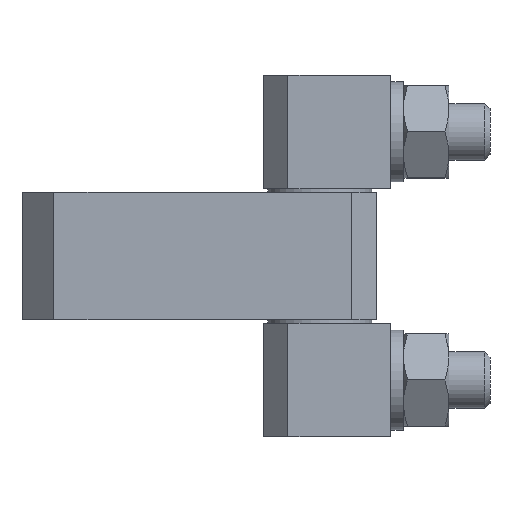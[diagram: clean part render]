
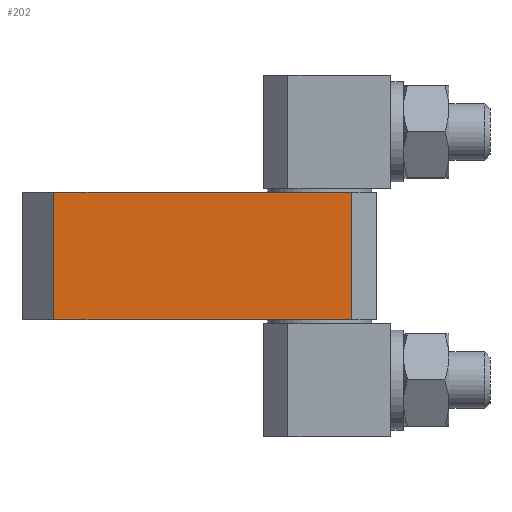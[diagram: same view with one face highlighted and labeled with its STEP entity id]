
A CAD part, top view. The second image highlights one B-rep face of the part: STEP entity #202.
In plain terms, the highlighted planar face has unit normal (0, 0, 1).
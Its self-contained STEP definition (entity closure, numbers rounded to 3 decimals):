
#202 = ADVANCED_FACE( '', ( #441 ), #442, .F. );
#441 = FACE_OUTER_BOUND( '', #709, .T. );
#442 = PLANE( '', #710 );
#709 = EDGE_LOOP( '', ( #1191, #1192, #1193, #1194 ) );
#710 = AXIS2_PLACEMENT_3D( '', #1195, #1196, #1197 );
#1191 = ORIENTED_EDGE( '', *, *, #1590, .T. );
#1192 = ORIENTED_EDGE( '', *, *, #1579, .F. );
#1193 = ORIENTED_EDGE( '', *, *, #1642, .F. );
#1194 = ORIENTED_EDGE( '', *, *, #1564, .T. );
#1195 = CARTESIAN_POINT( '', ( -37.5, 9., 8. ) );
#1196 = DIRECTION( '', ( 0., 0., -1. ) );
#1197 = DIRECTION( '', ( -1., 0., 0. ) );
#1564 = EDGE_CURVE( '', #1879, #1877, #1880, .T. );
#1579 = EDGE_CURVE( '', #1901, #1896, #1903, .T. );
#1590 = EDGE_CURVE( '', #1877, #1896, #1919, .T. );
#1642 = EDGE_CURVE( '', #1879, #1901, #1986, .T. );
#1877 = VERTEX_POINT( '', #2389 );
#1879 = VERTEX_POINT( '', #2392 );
#1880 = LINE( '', #2393, #2394 );
#1896 = VERTEX_POINT( '', #2421 );
#1901 = VERTEX_POINT( '', #2428 );
#1903 = LINE( '', #2431, #2432 );
#1919 = LINE( '', #2463, #2464 );
#1986 = LINE( '', #2615, #2616 );
#2389 = CARTESIAN_POINT( '', ( -37.5, -9., 8. ) );
#2392 = CARTESIAN_POINT( '', ( -37.5, 9., 8. ) );
#2393 = CARTESIAN_POINT( '', ( -37.5, 9., 8. ) );
#2394 = VECTOR( '', #2857, 1000. );
#2421 = CARTESIAN_POINT( '', ( 4.5, -9., 8. ) );
#2428 = CARTESIAN_POINT( '', ( 4.5, 9., 8. ) );
#2431 = CARTESIAN_POINT( '', ( 4.5, 9., 8. ) );
#2432 = VECTOR( '', #2870, 1000. );
#2463 = CARTESIAN_POINT( '', ( -37.5, -9., 8. ) );
#2464 = VECTOR( '', #2879, 1000. );
#2615 = CARTESIAN_POINT( '', ( -37.5, 9., 8. ) );
#2616 = VECTOR( '', #2915, 1000. );
#2857 = DIRECTION( '', ( 0., -1., 0. ) );
#2870 = DIRECTION( '', ( 0., -1., 0. ) );
#2879 = DIRECTION( '', ( 1., 0., 0. ) );
#2915 = DIRECTION( '', ( 1., 0., 0. ) );
